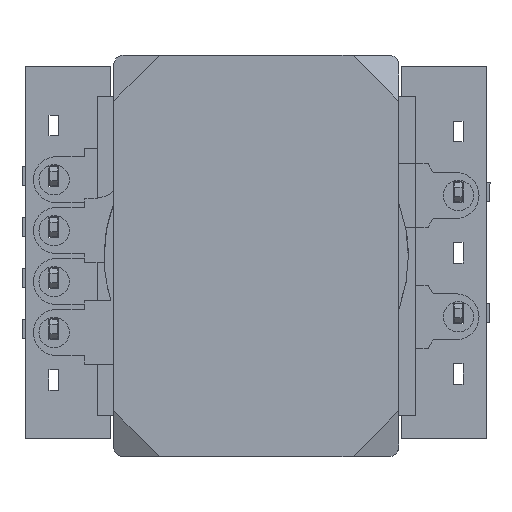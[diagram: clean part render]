
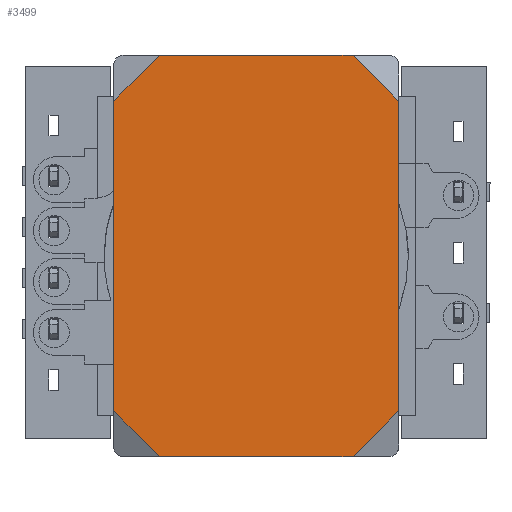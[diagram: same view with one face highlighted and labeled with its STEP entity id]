
A CAD part, top view. The second image highlights one B-rep face of the part: STEP entity #3499.
In plain terms, the highlighted planar face has unit normal (0, 0, 1).
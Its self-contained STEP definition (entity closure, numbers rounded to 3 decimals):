
#15 = LINE ( 'NONE', #4546, #5551 ) ;
#25 = EDGE_CURVE ( 'NONE', #9179, #7327, #9171, .T. ) ;
#445 = EDGE_CURVE ( 'NONE', #6851, #3889, #3083, .T. ) ;
#521 = VERTEX_POINT ( 'NONE', #7001 ) ;
#642 = DIRECTION ( 'NONE',  ( 0., 1., 0. ) ) ;
#719 = VECTOR ( 'NONE', #4103, 1000. ) ;
#804 = DIRECTION ( 'NONE',  ( 1., 0., 0. ) ) ;
#1142 = FACE_OUTER_BOUND ( 'NONE', #3825, .T. ) ;
#1224 = VERTEX_POINT ( 'NONE', #8673 ) ;
#1542 = VERTEX_POINT ( 'NONE', #5434 ) ;
#1730 = CARTESIAN_POINT ( 'NONE',  ( -11.165, -11.165, 0. ) ) ;
#1827 = DIRECTION ( 'NONE',  ( 0.707, -0.707, 0. ) ) ;
#2266 = EDGE_CURVE ( 'NONE', #7327, #6851, #3119, .T. ) ;
#3083 = LINE ( 'NONE', #8354, #7750 ) ;
#3088 = VECTOR ( 'NONE', #7012, 1000. ) ;
#3119 = LINE ( 'NONE', #3908, #6031 ) ;
#3243 = VECTOR ( 'NONE', #5643, 1000. ) ;
#3483 = ORIENTED_EDGE ( 'NONE', *, *, #445, .T. ) ;
#3499 = ADVANCED_FACE ( 'NONE', ( #1142 ), #4600, .T. ) ;
#3557 = LINE ( 'NONE', #5009, #3243 ) ;
#3684 = VECTOR ( 'NONE', #1827, 1000. ) ;
#3802 = EDGE_CURVE ( 'NONE', #1224, #9179, #8494, .T. ) ;
#3825 = EDGE_LOOP ( 'NONE', ( #4269, #4042, #3483, #8376, #4172, #7852, #4127, #9259 ) ) ;
#3889 = VERTEX_POINT ( 'NONE', #8194 ) ;
#3908 = CARTESIAN_POINT ( 'NONE',  ( 20.115, -20.115, 0. ) ) ;
#3929 = LINE ( 'NONE', #4837, #3088 ) ;
#4042 = ORIENTED_EDGE ( 'NONE', *, *, #2266, .T. ) ;
#4103 = DIRECTION ( 'NONE',  ( 0., -1., 0. ) ) ;
#4127 = ORIENTED_EDGE ( 'NONE', *, *, #8177, .T. ) ;
#4172 = ORIENTED_EDGE ( 'NONE', *, *, #7355, .T. ) ;
#4269 = ORIENTED_EDGE ( 'NONE', *, *, #25, .T. ) ;
#4546 = CARTESIAN_POINT ( 'NONE',  ( 0., 0., 0. ) ) ;
#4578 = VECTOR ( 'NONE', #7685, 1000. ) ;
#4600 = PLANE ( 'NONE',  #6370 ) ;
#4637 = DIRECTION ( 'NONE',  ( -1., 0., 0. ) ) ;
#4837 = CARTESIAN_POINT ( 'NONE',  ( 1.435, -1.435, 0. ) ) ;
#4880 = CARTESIAN_POINT ( 'NONE',  ( 0., 0., 0. ) ) ;
#5009 = CARTESIAN_POINT ( 'NONE',  ( 7.515, 7.515, 0. ) ) ;
#5330 = CARTESIAN_POINT ( 'NONE',  ( 15.03, -25.2, 0. ) ) ;
#5434 = CARTESIAN_POINT ( 'NONE',  ( 0., -2.87, 0. ) ) ;
#5491 = CARTESIAN_POINT ( 'NONE',  ( 2.87, -25.2, 0. ) ) ;
#5551 = VECTOR ( 'NONE', #4637, 1000. ) ;
#5643 = DIRECTION ( 'NONE',  ( -0.707, 0.707, 0. ) ) ;
#5703 = CARTESIAN_POINT ( 'NONE',  ( 2.87, 0., 0. ) ) ;
#5805 = VERTEX_POINT ( 'NONE', #5703 ) ;
#6031 = VECTOR ( 'NONE', #9175, 1000. ) ;
#6184 = DIRECTION ( 'NONE',  ( 0., 0., 1. ) ) ;
#6370 = AXIS2_PLACEMENT_3D ( 'NONE', #4880, #6184, #804 ) ;
#6403 = CARTESIAN_POINT ( 'NONE',  ( 17.9, -22.33, 0. ) ) ;
#6461 = EDGE_CURVE ( 'NONE', #5805, #1542, #3929, .T. ) ;
#6851 = VERTEX_POINT ( 'NONE', #6403 ) ;
#7001 = CARTESIAN_POINT ( 'NONE',  ( 15.03, 0., 0. ) ) ;
#7012 = DIRECTION ( 'NONE',  ( -0.707, -0.707, 0. ) ) ;
#7090 = CARTESIAN_POINT ( 'NONE',  ( 0., 0., 0. ) ) ;
#7327 = VERTEX_POINT ( 'NONE', #5330 ) ;
#7355 = EDGE_CURVE ( 'NONE', #521, #5805, #15, .T. ) ;
#7685 = DIRECTION ( 'NONE',  ( 1., 0., 0. ) ) ;
#7750 = VECTOR ( 'NONE', #642, 1000. ) ;
#7852 = ORIENTED_EDGE ( 'NONE', *, *, #6461, .T. ) ;
#8177 = EDGE_CURVE ( 'NONE', #1542, #1224, #9564, .T. ) ;
#8194 = CARTESIAN_POINT ( 'NONE',  ( 17.9, -2.87, 0. ) ) ;
#8354 = CARTESIAN_POINT ( 'NONE',  ( 17.9, 0., 0. ) ) ;
#8376 = ORIENTED_EDGE ( 'NONE', *, *, #9340, .T. ) ;
#8432 = CARTESIAN_POINT ( 'NONE',  ( 0., -25.2, 0. ) ) ;
#8494 = LINE ( 'NONE', #1730, #3684 ) ;
#8673 = CARTESIAN_POINT ( 'NONE',  ( 0., -22.33, 0. ) ) ;
#9171 = LINE ( 'NONE', #8432, #4578 ) ;
#9175 = DIRECTION ( 'NONE',  ( 0.707, 0.707, 0. ) ) ;
#9179 = VERTEX_POINT ( 'NONE', #5491 ) ;
#9259 = ORIENTED_EDGE ( 'NONE', *, *, #3802, .T. ) ;
#9340 = EDGE_CURVE ( 'NONE', #3889, #521, #3557, .T. ) ;
#9564 = LINE ( 'NONE', #7090, #719 ) ;
